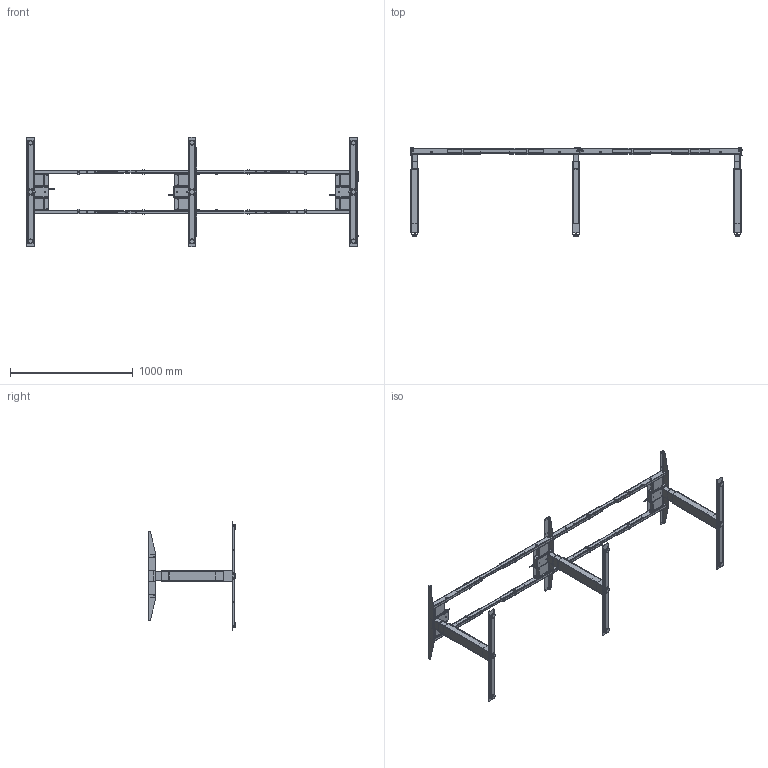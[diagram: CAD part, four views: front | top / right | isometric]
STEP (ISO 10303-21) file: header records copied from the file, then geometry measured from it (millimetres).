
FILE_DESCRIPTION (( 'STEP AP203' ), '1' );
FILE_NAME ('C3CCK553215AxxG Classic C-3 3c_3S foot 890.STEP', '2024-03-18T09:24:31', ( '' ), ( '' ), 'SwSTEP 2.0', 'SolidWorks 2021', '' );
FILE_SCHEMA (( 'CONFIG_CONTROL_DESIGN' ));
Length unit declared in the file: millimetre
Products named in the file (1): C3CCK553215AxxG Classic C-3 3c_3S foot 890
Bounding box: 2700 x 715 x 890 mm (x, y, z)
Surface area: 4467819.9 mm2 (no closed solid volume)
Topology: 0 solids, 601 shells, 1866 faces, 9601 edges, 8166 vertices
Faces by surface type: plane 876, cylinder 548, cone 188, torus 152, bspline 102
Entity records: 107935 total; most frequent: CARTESIAN_POINT 36766, DIRECTION 13979, ORIENTED_EDGE 11745, EDGE_CURVE 9601, VERTEX_POINT 8166, AXIS2_PLACEMENT_3D 4697, VECTOR 4585, LINE 4585
